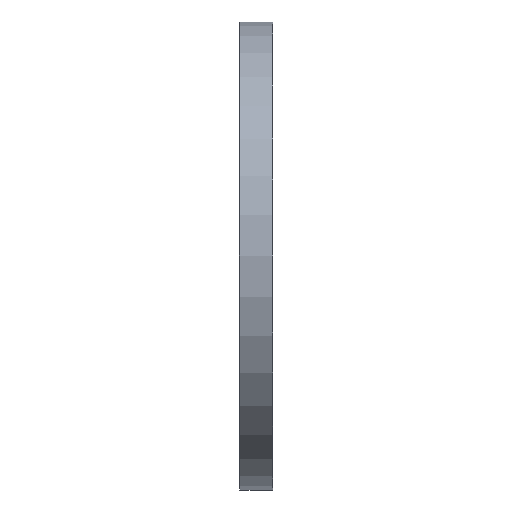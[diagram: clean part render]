
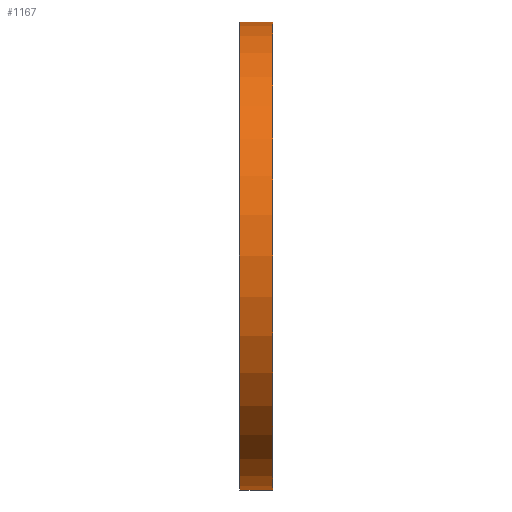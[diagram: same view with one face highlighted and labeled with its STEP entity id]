
A CAD part, left-side view. The second image highlights one B-rep face of the part: STEP entity #1167.
In plain terms, the highlighted cylindrical face has radius 901.7 mm (diameter 1803.4 mm), a full revolution.
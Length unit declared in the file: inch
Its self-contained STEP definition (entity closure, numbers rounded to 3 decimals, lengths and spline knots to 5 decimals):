
#165=FACE_OUTER_BOUND('',#266,.T.);
#266=EDGE_LOOP('',(#1010,#1011,#1012,#1013));
#367=LINE('',#1999,#417);
#417=VECTOR('',#1692,35.5);
#515=CIRCLE('',#1338,35.5);
#516=CIRCLE('',#1340,35.5);
#615=VERTEX_POINT('',#1994);
#616=VERTEX_POINT('',#1997);
#763=EDGE_CURVE('',#615,#615,#515,.T.);
#764=EDGE_CURVE('',#616,#616,#516,.T.);
#765=EDGE_CURVE('',#616,#615,#367,.T.);
#1010=ORIENTED_EDGE('',*,*,#764,.F.);
#1011=ORIENTED_EDGE('',*,*,#765,.T.);
#1012=ORIENTED_EDGE('',*,*,#763,.T.);
#1013=ORIENTED_EDGE('',*,*,#765,.F.);
#1117=CYLINDRICAL_SURFACE('',#1339,35.5);
#1167=ADVANCED_FACE('',(#165),#1117,.T.);
#1338=AXIS2_PLACEMENT_3D('',#1995,#1686,#1687);
#1339=AXIS2_PLACEMENT_3D('',#1996,#1688,#1689);
#1340=AXIS2_PLACEMENT_3D('',#1998,#1690,#1691);
#1686=DIRECTION('center_axis',(0.,1.,0.));
#1687=DIRECTION('ref_axis',(1.,0.,0.));
#1688=DIRECTION('center_axis',(0.,1.,0.));
#1689=DIRECTION('ref_axis',(-1.,0.,0.));
#1690=DIRECTION('center_axis',(0.,1.,0.));
#1691=DIRECTION('ref_axis',(1.,0.,0.));
#1692=DIRECTION('',(0.,-1.,0.));
#1994=CARTESIAN_POINT('',(35.5,0.,0.));
#1995=CARTESIAN_POINT('Origin',(0.,0.,0.));
#1996=CARTESIAN_POINT('Origin',(0.,2.5,0.));
#1997=CARTESIAN_POINT('',(35.5,5.,0.));
#1998=CARTESIAN_POINT('Origin',(0.,5.,0.));
#1999=CARTESIAN_POINT('',(35.5,2.5,0.));
